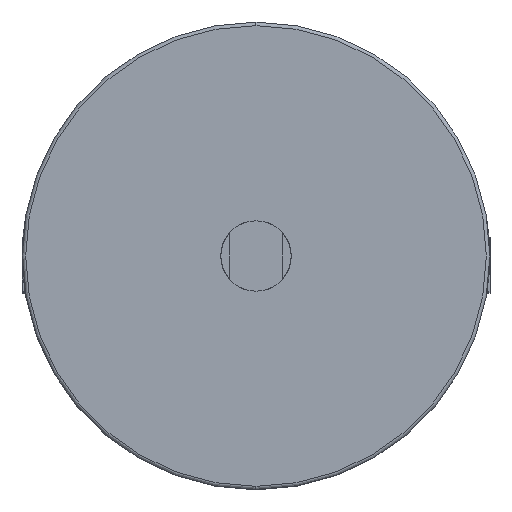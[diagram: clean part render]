
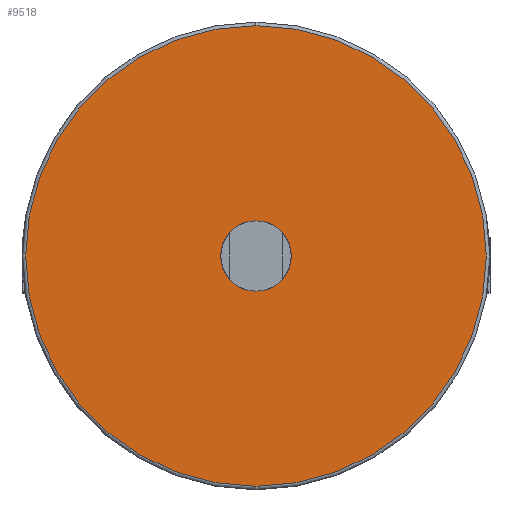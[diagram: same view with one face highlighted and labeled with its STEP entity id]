
A CAD part, left-side view. The second image highlights one B-rep face of the part: STEP entity #9518.
In plain terms, the highlighted planar face has unit normal (-1, 0, 0).
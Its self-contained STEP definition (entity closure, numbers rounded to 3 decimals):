
#50 = CIRCLE ( 'NONE', #2930, 10. ) ;
#342 = DIRECTION ( 'NONE',  ( -1., 0., 0. ) ) ;
#462 = CARTESIAN_POINT ( 'NONE',  ( -475., 0., 0. ) ) ;
#1169 = VERTEX_POINT ( 'NONE', #5030 ) ;
#1234 = CARTESIAN_POINT ( 'NONE',  ( -475., 0., 0. ) ) ;
#1593 = EDGE_CURVE ( 'NONE', #1169, #6379, #8398, .T. ) ;
#2468 = DIRECTION ( 'NONE',  ( 0., 0., 1. ) ) ;
#2930 = AXIS2_PLACEMENT_3D ( 'NONE', #7794, #342, #9043 ) ;
#4160 = DIRECTION ( 'NONE',  ( -1., 0., 0. ) ) ;
#4630 = CARTESIAN_POINT ( 'NONE',  ( -475., 0., 65.5 ) ) ;
#4966 = FACE_OUTER_BOUND ( 'NONE', #7024, .T. ) ;
#5030 = CARTESIAN_POINT ( 'NONE',  ( -475., 0., -10. ) ) ;
#5337 = FACE_BOUND ( 'NONE', #10903, .T. ) ;
#5508 = AXIS2_PLACEMENT_3D ( 'NONE', #1234, #9927, #2468 ) ;
#5878 = EDGE_CURVE ( 'NONE', #6379, #1169, #50, .T. ) ;
#6058 = CARTESIAN_POINT ( 'NONE',  ( -475., 0., 0. ) ) ;
#6379 = VERTEX_POINT ( 'NONE', #15954 ) ;
#7024 = EDGE_LOOP ( 'NONE', ( #7562, #10049 ) ) ;
#7245 = EDGE_CURVE ( 'NONE', #11268, #8570, #12641, .T. ) ;
#7315 = DIRECTION ( 'NONE',  ( 0., 0., 1. ) ) ;
#7562 = ORIENTED_EDGE ( 'NONE', *, *, #7245, .T. ) ;
#7794 = CARTESIAN_POINT ( 'NONE',  ( -475., 0., 0. ) ) ;
#7899 = PLANE ( 'NONE',  #10589 ) ;
#8398 = CIRCLE ( 'NONE', #11532, 10. ) ;
#8570 = VERTEX_POINT ( 'NONE', #11622 ) ;
#9043 = DIRECTION ( 'NONE',  ( 0., 0., 1. ) ) ;
#9445 = AXIS2_PLACEMENT_3D ( 'NONE', #6058, #14714, #7315 ) ;
#9518 = ADVANCED_FACE ( 'NONE', ( #4966, #5337 ), #7899, .T. ) ;
#9837 = CIRCLE ( 'NONE', #9445, 65.5 ) ;
#9927 = DIRECTION ( 'NONE',  ( -1., 0., 0. ) ) ;
#10049 = ORIENTED_EDGE ( 'NONE', *, *, #10107, .T. ) ;
#10107 = EDGE_CURVE ( 'NONE', #8570, #11268, #9837, .T. ) ;
#10589 = AXIS2_PLACEMENT_3D ( 'NONE', #11651, #4160, #12897 ) ;
#10903 = EDGE_LOOP ( 'NONE', ( #12553, #14264 ) ) ;
#11132 = DIRECTION ( 'NONE',  ( 0., 0., 1. ) ) ;
#11197 = DIRECTION ( 'NONE',  ( -1., 0., 0. ) ) ;
#11268 = VERTEX_POINT ( 'NONE', #4630 ) ;
#11532 = AXIS2_PLACEMENT_3D ( 'NONE', #462, #11197, #11132 ) ;
#11622 = CARTESIAN_POINT ( 'NONE',  ( -475., 0., -65.5 ) ) ;
#11651 = CARTESIAN_POINT ( 'NONE',  ( -475., 66.5, 0. ) ) ;
#12553 = ORIENTED_EDGE ( 'NONE', *, *, #1593, .F. ) ;
#12641 = CIRCLE ( 'NONE', #5508, 65.5 ) ;
#12897 = DIRECTION ( 'NONE',  ( 0., 0., 1. ) ) ;
#14264 = ORIENTED_EDGE ( 'NONE', *, *, #5878, .F. ) ;
#14714 = DIRECTION ( 'NONE',  ( -1., 0., 0. ) ) ;
#15954 = CARTESIAN_POINT ( 'NONE',  ( -475., 0., 10. ) ) ;
